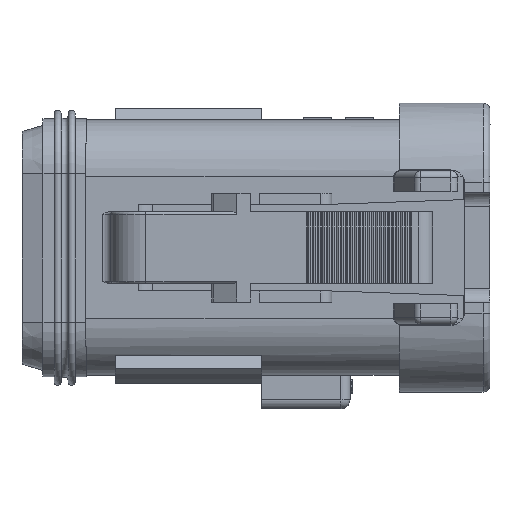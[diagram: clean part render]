
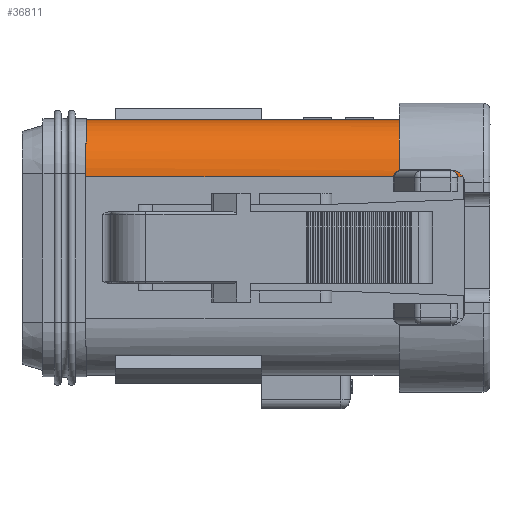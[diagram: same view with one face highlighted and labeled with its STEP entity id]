
A CAD part, left-side view. The second image highlights one B-rep face of the part: STEP entity #36811.
In plain terms, the highlighted cylindrical face has radius 4.05 mm (diameter 8.1 mm), a partial arc.
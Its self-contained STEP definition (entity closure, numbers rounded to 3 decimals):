
#2159=DIRECTION('',(0.,1.,0.));
#2160=VECTOR('',#2159,22.35);
#2161=CARTESIAN_POINT('',(-11.825,4.7,9.125));
#2162=LINE('',#2161,#2160);
#4967=DIRECTION('',(0.,1.,0.));
#4968=VECTOR('',#4967,4.5);
#4969=CARTESIAN_POINT('',(-11.825,0.2,9.125));
#4970=LINE('',#4969,#4968);
#4971=CARTESIAN_POINT('',(-11.825,0.2,9.125));
#4972=CARTESIAN_POINT('',(-12.077,0.191,9.125));
#4973=CARTESIAN_POINT('',(-12.582,0.174,
9.078));
#4974=CARTESIAN_POINT('',(-13.316,0.148,
8.866));
#4975=CARTESIAN_POINT('',(-14.006,0.123,
8.517));
#4976=CARTESIAN_POINT('',(-14.419,0.108,
8.197));
#4977=CARTESIAN_POINT('',(-14.609,0.1,8.017));
#4979=CARTESIAN_POINT('',(-11.825,0.1,5.075));
#4980=DIRECTION('',(0.,-1.,0.));
#4981=DIRECTION('',(-0.687,0.,0.726));
#4982=AXIS2_PLACEMENT_3D('',#4979,#4980,#4981);
#4984=DIRECTION('',(0.,1.,0.));
#4985=VECTOR('',#4984,0.406);
#4986=CARTESIAN_POINT('',(-15.875,0.1,5.075));
#4987=LINE('',#4986,#4985);
#4988=DIRECTION('',(0.,1.,0.));
#4989=VECTOR('',#4988,3.6);
#4990=CARTESIAN_POINT('',(-15.853,1.,5.5));
#4991=LINE('',#4990,#4989);
#4992=DIRECTION('',(0.,1.,0.));
#4993=VECTOR('',#4992,22.006);
#4994=CARTESIAN_POINT('',(-15.875,5.094,5.075));
#4995=LINE('',#4994,#4993);
#4996=DIRECTION('',(0.,1.,0.));
#4997=VECTOR('',#4996,0.05);
#4998=CARTESIAN_POINT('',(-15.086,27.05,7.477));
#4999=LINE('',#4998,#4997);
#5000=CARTESIAN_POINT('',(-11.825,27.05,5.075));
#5001=DIRECTION('',(0.,1.,0.));
#5002=DIRECTION('',(-0.805,0.,0.593));
#5003=AXIS2_PLACEMENT_3D('',#5000,#5001,#5002);
#11602=CARTESIAN_POINT('',(-15.853,1.,5.5));
#11603=CARTESIAN_POINT('',(-15.853,0.953,5.5));
#11604=CARTESIAN_POINT('',(-15.854,0.858,
5.487));
#11605=CARTESIAN_POINT('',(-15.86,0.725,
5.426));
#11606=CARTESIAN_POINT('',(-15.867,0.618,
5.332));
#11607=CARTESIAN_POINT('',(-15.873,0.54,
5.212));
#11608=CARTESIAN_POINT('',(-15.875,0.513,5.121));
#11609=CARTESIAN_POINT('',(-15.875,0.506,5.075));
#11664=CARTESIAN_POINT('',(-15.875,5.094,5.075));
#11665=CARTESIAN_POINT('',(-15.875,5.087,5.122));
#11666=CARTESIAN_POINT('',(-15.873,5.06,
5.213));
#11667=CARTESIAN_POINT('',(-15.867,4.982,
5.332));
#11668=CARTESIAN_POINT('',(-15.86,4.875,
5.426));
#11669=CARTESIAN_POINT('',(-15.854,4.742,
5.487));
#11670=CARTESIAN_POINT('',(-15.853,4.647,5.5));
#11671=CARTESIAN_POINT('',(-15.853,4.6,5.5));
#11761=CARTESIAN_POINT('',(-11.825,27.1,5.075));
#11762=DIRECTION('',(0.,1.,0.));
#11763=DIRECTION('',(-1.,0.,0.));
#11764=AXIS2_PLACEMENT_3D('',#11761,#11762,#11763);
#22816=CARTESIAN_POINT('',(-15.875,27.1,5.075));
#22818=VERTEX_POINT('',#22816);
#23627=CARTESIAN_POINT('',(-15.875,0.506,5.075));
#23629=VERTEX_POINT('',#23627);
#23634=CARTESIAN_POINT('',(-15.853,1.,5.5));
#23636=VERTEX_POINT('',#23634);
#23653=CARTESIAN_POINT('',(-15.875,5.094,5.075));
#23654=VERTEX_POINT('',#23653);
#23655=CARTESIAN_POINT('',(-15.853,4.6,5.5));
#23656=VERTEX_POINT('',#23655);
#23841=CARTESIAN_POINT('',(-15.875,0.1,5.075));
#23842=VERTEX_POINT('',#23841);
#25725=CARTESIAN_POINT('',(-15.086,27.1,7.477));
#25726=VERTEX_POINT('',#25725);
#25739=CARTESIAN_POINT('',(-15.086,27.05,7.477));
#25740=CARTESIAN_POINT('',(-11.825,27.05,9.125));
#25741=VERTEX_POINT('',#25739);
#25742=VERTEX_POINT('',#25740);
#29483=CARTESIAN_POINT('',(-11.825,0.2,9.125));
#29484=CARTESIAN_POINT('',(-11.825,4.7,9.125));
#29485=VERTEX_POINT('',#29483);
#29486=VERTEX_POINT('',#29484);
#29487=VERTEX_POINT('',#4977);
#36781=CARTESIAN_POINT('',(-11.825,0.,5.075));
#36782=DIRECTION('',(0.,1.,0.));
#36783=DIRECTION('',(1.,0.,0.));
#36784=AXIS2_PLACEMENT_3D('',#36781,#36782,#36783);
#36785=CYLINDRICAL_SURFACE('',#36784,4.05);
#36787=ORIENTED_EDGE('',*,*,#36786,.F.);
#36789=ORIENTED_EDGE('',*,*,#36788,.T.);
#36791=ORIENTED_EDGE('',*,*,#36790,.T.);
#36793=ORIENTED_EDGE('',*,*,#36792,.T.);
#36795=ORIENTED_EDGE('',*,*,#36794,.F.);
#36797=ORIENTED_EDGE('',*,*,#36796,.T.);
#36799=ORIENTED_EDGE('',*,*,#36798,.F.);
#36801=ORIENTED_EDGE('',*,*,#36800,.T.);
#36803=ORIENTED_EDGE('',*,*,#36802,.T.);
#36805=ORIENTED_EDGE('',*,*,#36804,.F.);
#36807=ORIENTED_EDGE('',*,*,#36806,.T.);
#36808=ORIENTED_EDGE('',*,*,#30825,.F.);
#36809=EDGE_LOOP('',(#36787,#36789,#36791,#36793,#36795,#36797,#36799,#36801,
#36803,#36805,#36807,#36808));
#36810=FACE_OUTER_BOUND('',#36809,.F.);
#36811=ADVANCED_FACE('',(#36810),#36785,.T.);
#4978=B_SPLINE_CURVE_WITH_KNOTS('',3,(#4971,#4972,#4973,#4974,#4975,#4976,
#4977),.UNSPECIFIED.,.F.,.F.,(4,1,1,1,4),(0.,0.25,0.5,0.75,1.),
.UNSPECIFIED.);
#4983=CIRCLE('',#4982,4.05);
#5004=CIRCLE('',#5003,4.05);
#11610=B_SPLINE_CURVE_WITH_KNOTS('',3,(#11602,#11603,#11604,#11605,#11606,
#11607,#11608,#11609),.UNSPECIFIED.,.F.,.F.,(4,1,1,1,1,4),(0.,0.2,0.4,
0.6,0.8,1.),.UNSPECIFIED.);
#11672=B_SPLINE_CURVE_WITH_KNOTS('',3,(#11664,#11665,#11666,#11667,#11668,
#11669,#11670,#11671),.UNSPECIFIED.,.F.,.F.,(4,1,1,1,1,4),(0.,0.2,0.4,
0.6,0.8,1.),.UNSPECIFIED.);
#11765=CIRCLE('',#11764,4.05);
#30825=EDGE_CURVE('',#29486,#25742,#2162,.T.);
#36786=EDGE_CURVE('',#29485,#29486,#4970,.T.);
#36788=EDGE_CURVE('',#29485,#29487,#4978,.T.);
#36790=EDGE_CURVE('',#29487,#23842,#4983,.T.);
#36792=EDGE_CURVE('',#23842,#23629,#4987,.T.);
#36794=EDGE_CURVE('',#23636,#23629,#11610,.T.);
#36796=EDGE_CURVE('',#23636,#23656,#4991,.T.);
#36798=EDGE_CURVE('',#23654,#23656,#11672,.T.);
#36800=EDGE_CURVE('',#23654,#22818,#4995,.T.);
#36802=EDGE_CURVE('',#22818,#25726,#11765,.T.);
#36804=EDGE_CURVE('',#25741,#25726,#4999,.T.);
#36806=EDGE_CURVE('',#25741,#25742,#5004,.T.);
